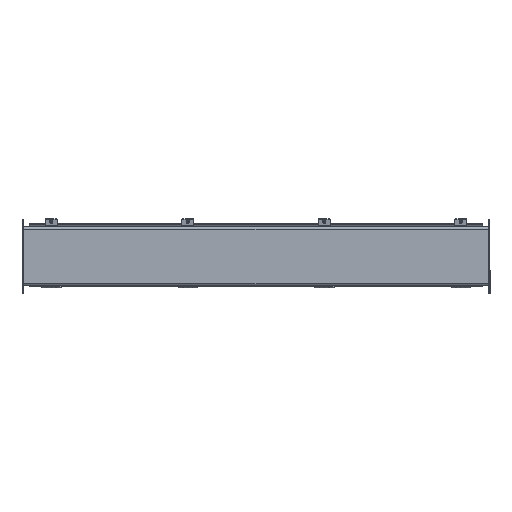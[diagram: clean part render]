
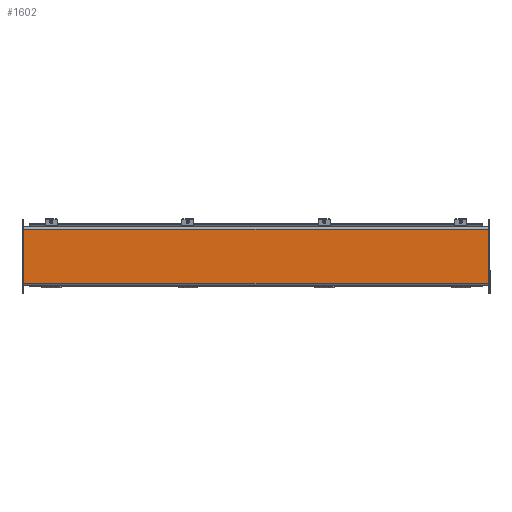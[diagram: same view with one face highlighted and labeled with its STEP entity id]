
A CAD part, front view. The second image highlights one B-rep face of the part: STEP entity #1602.
In plain terms, the highlighted face is planar.
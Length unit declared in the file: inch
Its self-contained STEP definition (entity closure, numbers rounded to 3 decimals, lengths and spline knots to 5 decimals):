
#134=CARTESIAN_POINT('',(47.875,2.90625,0.0));
#135=VERTEX_POINT('',#134);
#142=CARTESIAN_POINT('',(47.8125,2.90625,0.0));
#143=VERTEX_POINT('',#142);
#144=CARTESIAN_POINT('',(47.8125,2.90625,0.0));
#145=DIRECTION('',(1.0,0.,0.0));
#146=VECTOR('',#145,0.0625);
#147=LINE('',#144,#146);
#148=EDGE_CURVE('',#143,#135,#147,.T.);
#174=CARTESIAN_POINT('',(47.8125,3.09375,0.0));
#175=VERTEX_POINT('',#174);
#182=CARTESIAN_POINT('',(47.875,3.09375,0.0));
#183=VERTEX_POINT('',#182);
#184=CARTESIAN_POINT('',(47.875,3.09375,0.0));
#185=DIRECTION('',(-1.0,0.,0.0));
#186=VECTOR('',#185,0.0625);
#187=LINE('',#184,#186);
#188=EDGE_CURVE('',#183,#175,#187,.T.);
#211=CARTESIAN_POINT('',(47.8125,3.09375,0.0));
#212=DIRECTION('',(0.0,-1.0,0.0));
#213=VECTOR('',#212,0.1875);
#214=LINE('',#211,#213);
#215=EDGE_CURVE('',#175,#143,#214,.T.);
#236=CARTESIAN_POINT('',(0.0625,2.90625,0.0));
#237=VERTEX_POINT('',#236);
#244=CARTESIAN_POINT('',(0.,2.90625,0.0));
#245=VERTEX_POINT('',#244);
#246=CARTESIAN_POINT('',(0.,2.90625,0.0));
#247=DIRECTION('',(1.0,0.,0.0));
#248=VECTOR('',#247,0.0625);
#249=LINE('',#246,#248);
#250=EDGE_CURVE('',#245,#237,#249,.T.);
#276=CARTESIAN_POINT('',(0.,3.09375,0.0));
#277=VERTEX_POINT('',#276);
#284=CARTESIAN_POINT('',(0.0625,3.09375,0.0));
#285=VERTEX_POINT('',#284);
#286=CARTESIAN_POINT('',(0.0625,3.09375,0.0));
#287=DIRECTION('',(-1.0,0.,0.0));
#288=VECTOR('',#287,0.0625);
#289=LINE('',#286,#288);
#290=EDGE_CURVE('',#285,#277,#289,.T.);
#313=CARTESIAN_POINT('',(0.0625,2.90625,0.0));
#314=DIRECTION('',(0.0,1.0,0.0));
#315=VECTOR('',#314,0.1875);
#316=LINE('',#313,#315);
#317=EDGE_CURVE('',#237,#285,#316,.T.);
#329=CARTESIAN_POINT('',(47.875,5.76975,0.));
#330=VERTEX_POINT('',#329);
#331=CARTESIAN_POINT('',(47.875,3.09375,0.0));
#332=DIRECTION('',(0.0,1.0,0.0));
#333=VECTOR('',#332,2.676);
#334=LINE('',#331,#333);
#335=EDGE_CURVE('',#183,#330,#334,.T.);
#445=CARTESIAN_POINT('',(0.0,0.23025,0.));
#446=VERTEX_POINT('',#445);
#447=CARTESIAN_POINT('',(0.,2.90625,0.0));
#448=DIRECTION('',(0.0,-1.0,0.0));
#449=VECTOR('',#448,2.676);
#450=LINE('',#447,#449);
#451=EDGE_CURVE('',#245,#446,#450,.T.);
#983=CARTESIAN_POINT('',(0.,5.76975,0.));
#984=VERTEX_POINT('',#983);
#992=CARTESIAN_POINT('',(0.,5.76975,0.0));
#993=DIRECTION('',(0.0,-1.0,0.0));
#994=VECTOR('',#993,2.676);
#995=LINE('',#992,#994);
#996=EDGE_CURVE('',#984,#277,#995,.T.);
#1171=CARTESIAN_POINT('',(47.875,0.23025,0.));
#1172=VERTEX_POINT('',#1171);
#1180=CARTESIAN_POINT('',(47.875,0.23025,0.0));
#1181=DIRECTION('',(0.0,1.0,0.0));
#1182=VECTOR('',#1181,2.676);
#1183=LINE('',#1180,#1182);
#1184=EDGE_CURVE('',#1172,#135,#1183,.T.);
#1487=CARTESIAN_POINT('',(0.0,5.76975,0.0));
#1488=DIRECTION('',(1.0,0.0,0.0));
#1489=VECTOR('',#1488,47.875);
#1490=LINE('',#1487,#1489);
#1491=EDGE_CURVE('',#984,#330,#1490,.T.);
#1536=CARTESIAN_POINT('',(47.875,0.23025,0.0));
#1537=DIRECTION('',(-1.0,0.0,0.0));
#1538=VECTOR('',#1537,47.875);
#1539=LINE('',#1536,#1538);
#1540=EDGE_CURVE('',#1172,#446,#1539,.T.);
#1583=CARTESIAN_POINT('',(23.9375,3.,0.0));
#1584=DIRECTION('',(0.0,0.0,1.0));
#1585=DIRECTION('',(1.0,0.0,0.0));
#1586=AXIS2_PLACEMENT_3D('',#1583,#1584,#1585);
#1587=PLANE('',#1586);
#1588=ORIENTED_EDGE('',*,*,#148,.T.);
#1589=ORIENTED_EDGE('',*,*,#1184,.F.);
#1590=ORIENTED_EDGE('',*,*,#1540,.T.);
#1591=ORIENTED_EDGE('',*,*,#451,.F.);
#1592=ORIENTED_EDGE('',*,*,#250,.T.);
#1593=ORIENTED_EDGE('',*,*,#317,.T.);
#1594=ORIENTED_EDGE('',*,*,#290,.T.);
#1595=ORIENTED_EDGE('',*,*,#996,.F.);
#1596=ORIENTED_EDGE('',*,*,#1491,.T.);
#1597=ORIENTED_EDGE('',*,*,#335,.F.);
#1598=ORIENTED_EDGE('',*,*,#188,.T.);
#1599=ORIENTED_EDGE('',*,*,#215,.T.);
#1600=EDGE_LOOP('',(#1588,#1589,#1590,#1591,#1592,#1593,#1594,#1595,#1596,#1597,#1598,#1599));
#1601=FACE_OUTER_BOUND('',#1600,.T.);
#1602=ADVANCED_FACE('',(#1601),#1587,.F.);
